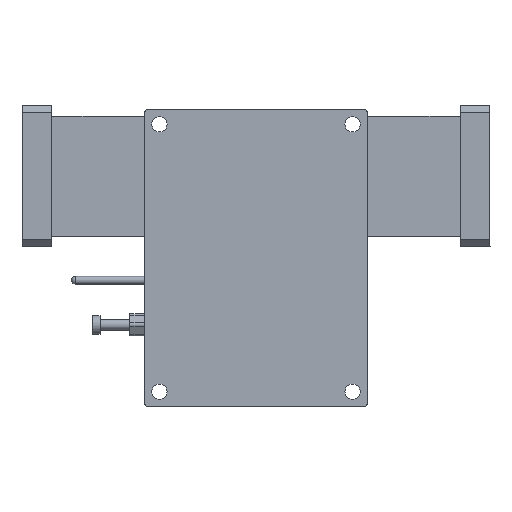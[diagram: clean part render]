
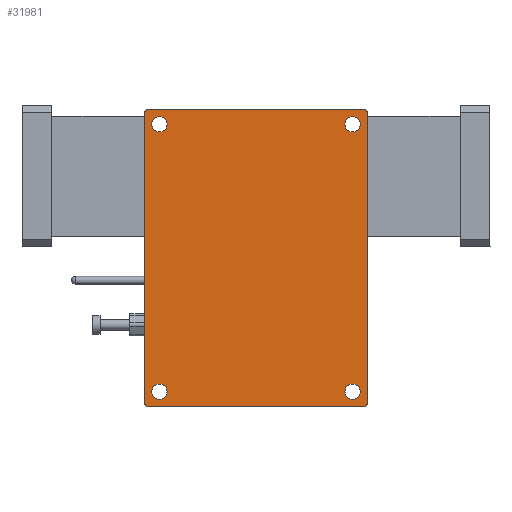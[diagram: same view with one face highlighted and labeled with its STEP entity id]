
A CAD part, front view. The second image highlights one B-rep face of the part: STEP entity #31981.
In plain terms, the highlighted planar face has unit normal (0, -1, 0).
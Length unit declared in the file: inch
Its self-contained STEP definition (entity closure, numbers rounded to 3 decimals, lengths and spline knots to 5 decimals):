
#318 = DIRECTION ( 'NONE',  ( 0., 0., 1. ) ) ;
#693 = LINE ( 'NONE', #32822, #4750 ) ;
#858 = DIRECTION ( 'NONE',  ( 0., 0., 1. ) ) ;
#1119 = ORIENTED_EDGE ( 'NONE', *, *, #11178, .F. ) ;
#1246 = EDGE_LOOP ( 'NONE', ( #6992, #24184 ) ) ;
#1377 = CARTESIAN_POINT ( 'NONE',  ( -0.20254, -0.28088, 3.2377 ) ) ;
#2126 = VECTOR ( 'NONE', #6213, 39.37008 ) ;
#2150 = CIRCLE ( 'NONE', #16335, 0.01969 ) ;
#2179 = ORIENTED_EDGE ( 'NONE', *, *, #29185, .F. ) ;
#2389 = DIRECTION ( 'NONE',  ( 0., 0., 1. ) ) ;
#2491 = ORIENTED_EDGE ( 'NONE', *, *, #25025, .F. ) ;
#3022 = FACE_BOUND ( 'NONE', #19031, .T. ) ;
#3519 = CIRCLE ( 'NONE', #30404, 0.01969 ) ;
#3695 = CIRCLE ( 'NONE', #14794, 0.04035 ) ;
#4221 = FACE_OUTER_BOUND ( 'NONE', #32679, .T. ) ;
#4373 = ORIENTED_EDGE ( 'NONE', *, *, #32186, .T. ) ;
#4392 = PLANE ( 'NONE',  #15386 ) ;
#4486 = CARTESIAN_POINT ( 'NONE',  ( -0.20254, -0.28088, 1.70226 ) ) ;
#4710 = DIRECTION ( 'NONE',  ( 0., 0., 1. ) ) ;
#4750 = VECTOR ( 'NONE', #19961, 39.37008 ) ;
#4975 = VERTEX_POINT ( 'NONE', #14726 ) ;
#5047 = VERTEX_POINT ( 'NONE', #10350 ) ;
#5112 = AXIS2_PLACEMENT_3D ( 'NONE', #4486, #22441, #4710 ) ;
#5464 = AXIS2_PLACEMENT_3D ( 'NONE', #23780, #5591, #28960 ) ;
#5469 = CARTESIAN_POINT ( 'NONE',  ( -0.20254, -0.28088, 3.25738 ) ) ;
#5498 = CARTESIAN_POINT ( 'NONE',  ( -1.28522, -0.28088, 3.17864 ) ) ;
#5545 = DIRECTION ( 'NONE',  ( 0., 1., 0. ) ) ;
#5591 = DIRECTION ( 'NONE',  ( 0., 1., 0. ) ) ;
#5792 = EDGE_CURVE ( 'NONE', #4975, #12183, #3695, .T. ) ;
#5835 = DIRECTION ( 'NONE',  ( 0., 1., 0. ) ) ;
#5943 = EDGE_CURVE ( 'NONE', #17006, #5047, #16157, .T. ) ;
#6022 = CARTESIAN_POINT ( 'NONE',  ( -0.26159, -0.28088, 3.17864 ) ) ;
#6024 = VERTEX_POINT ( 'NONE', #33099 ) ;
#6213 = DIRECTION ( 'NONE',  ( 0., 0., 1. ) ) ;
#6262 = DIRECTION ( 'NONE',  ( 0., 0., 1. ) ) ;
#6336 = DIRECTION ( 'NONE',  ( 0., 1., 0. ) ) ;
#6992 = ORIENTED_EDGE ( 'NONE', *, *, #24532, .T. ) ;
#7029 = VERTEX_POINT ( 'NONE', #13707 ) ;
#7404 = ORIENTED_EDGE ( 'NONE', *, *, #14043, .F. ) ;
#7851 = AXIS2_PLACEMENT_3D ( 'NONE', #17680, #28012, #2389 ) ;
#8567 = CARTESIAN_POINT ( 'NONE',  ( -0.20254, -0.28088, 1.68258 ) ) ;
#8655 = CARTESIAN_POINT ( 'NONE',  ( -0.18285, -0.28088, 1.70226 ) ) ;
#8660 = EDGE_LOOP ( 'NONE', ( #4373, #20831 ) ) ;
#8991 = LINE ( 'NONE', #16206, #2126 ) ;
#9515 = CARTESIAN_POINT ( 'NONE',  ( -1.34427, -0.28088, 1.68258 ) ) ;
#9879 = FACE_BOUND ( 'NONE', #15803, .T. ) ;
#10350 = CARTESIAN_POINT ( 'NONE',  ( -1.34427, -0.28088, 1.68258 ) ) ;
#10398 = ORIENTED_EDGE ( 'NONE', *, *, #12923, .T. ) ;
#10416 = CARTESIAN_POINT ( 'NONE',  ( -0.26159, -0.28088, 1.76132 ) ) ;
#10496 = CIRCLE ( 'NONE', #16177, 0.04035 ) ;
#10497 = CARTESIAN_POINT ( 'NONE',  ( -1.36396, -0.28088, 3.2377 ) ) ;
#11016 = EDGE_CURVE ( 'NONE', #15787, #26917, #693, .T. ) ;
#11178 = EDGE_CURVE ( 'NONE', #21432, #15787, #3519, .T. ) ;
#11274 = AXIS2_PLACEMENT_3D ( 'NONE', #5498, #5835, #318 ) ;
#11510 = VERTEX_POINT ( 'NONE', #25258 ) ;
#11987 = DIRECTION ( 'NONE',  ( 0., 0., 1. ) ) ;
#12183 = VERTEX_POINT ( 'NONE', #18035 ) ;
#12584 = CIRCLE ( 'NONE', #5112, 0.01969 ) ;
#12889 = VECTOR ( 'NONE', #16839, 39.37008 ) ;
#12923 = EDGE_CURVE ( 'NONE', #13881, #15922, #31980, .T. ) ;
#12955 = CARTESIAN_POINT ( 'NONE',  ( -1.28522, -0.28088, 1.72096 ) ) ;
#13106 = ORIENTED_EDGE ( 'NONE', *, *, #18530, .T. ) ;
#13309 = EDGE_CURVE ( 'NONE', #15922, #13881, #22266, .T. ) ;
#13707 = CARTESIAN_POINT ( 'NONE',  ( -1.28522, -0.28088, 3.13829 ) ) ;
#13757 = DIRECTION ( 'NONE',  ( 0., 0., 1. ) ) ;
#13881 = VERTEX_POINT ( 'NONE', #12955 ) ;
#14043 = EDGE_CURVE ( 'NONE', #32649, #21432, #8991, .T. ) ;
#14237 = CARTESIAN_POINT ( 'NONE',  ( -0.18285, -0.28088, 1.70226 ) ) ;
#14486 = AXIS2_PLACEMENT_3D ( 'NONE', #29792, #32395, #19432 ) ;
#14726 = CARTESIAN_POINT ( 'NONE',  ( -0.26159, -0.28088, 3.13829 ) ) ;
#14794 = AXIS2_PLACEMENT_3D ( 'NONE', #6022, #32100, #13757 ) ;
#15365 = ORIENTED_EDGE ( 'NONE', *, *, #13309, .T. ) ;
#15386 = AXIS2_PLACEMENT_3D ( 'NONE', #32608, #32729, #17310 ) ;
#15671 = DIRECTION ( 'NONE',  ( 0., 0., 1. ) ) ;
#15750 = CARTESIAN_POINT ( 'NONE',  ( -1.34427, -0.28088, 3.2377 ) ) ;
#15787 = VERTEX_POINT ( 'NONE', #32079 ) ;
#15803 = EDGE_LOOP ( 'NONE', ( #27108, #13106 ) ) ;
#15922 = VERTEX_POINT ( 'NONE', #27327 ) ;
#16157 = LINE ( 'NONE', #9515, #28640 ) ;
#16177 = AXIS2_PLACEMENT_3D ( 'NONE', #10416, #18167, #15671 ) ;
#16206 = CARTESIAN_POINT ( 'NONE',  ( -1.36396, -0.28088, 3.2377 ) ) ;
#16238 = CARTESIAN_POINT ( 'NONE',  ( -0.26159, -0.28088, 1.80167 ) ) ;
#16335 = AXIS2_PLACEMENT_3D ( 'NONE', #1377, #6336, #24304 ) ;
#16839 = DIRECTION ( 'NONE',  ( 0., 0., -1. ) ) ;
#17006 = VERTEX_POINT ( 'NONE', #8567 ) ;
#17166 = CARTESIAN_POINT ( 'NONE',  ( -1.28522, -0.28088, 1.76132 ) ) ;
#17310 = DIRECTION ( 'NONE',  ( 0., 0., 1. ) ) ;
#17452 = EDGE_CURVE ( 'NONE', #11510, #17549, #10496, .T. ) ;
#17549 = VERTEX_POINT ( 'NONE', #16238 ) ;
#17680 = CARTESIAN_POINT ( 'NONE',  ( -1.34427, -0.28088, 1.70226 ) ) ;
#18035 = CARTESIAN_POINT ( 'NONE',  ( -0.26159, -0.28088, 3.219 ) ) ;
#18064 = AXIS2_PLACEMENT_3D ( 'NONE', #27143, #19049, #6262 ) ;
#18167 = DIRECTION ( 'NONE',  ( 0., 1., 0. ) ) ;
#18530 = EDGE_CURVE ( 'NONE', #7029, #6024, #23272, .T. ) ;
#19031 = EDGE_LOOP ( 'NONE', ( #15365, #10398 ) ) ;
#19049 = DIRECTION ( 'NONE',  ( 0., 1., 0. ) ) ;
#19066 = CIRCLE ( 'NONE', #18064, 0.04035 ) ;
#19240 = CIRCLE ( 'NONE', #7851, 0.01969 ) ;
#19361 = ORIENTED_EDGE ( 'NONE', *, *, #5943, .F. ) ;
#19432 = DIRECTION ( 'NONE',  ( 0., 0., 1. ) ) ;
#19484 = FACE_BOUND ( 'NONE', #8660, .T. ) ;
#19653 = AXIS2_PLACEMENT_3D ( 'NONE', #17166, #32471, #11987 ) ;
#19961 = DIRECTION ( 'NONE',  ( 1., 0., 0. ) ) ;
#20031 = EDGE_CURVE ( 'NONE', #6024, #7029, #20337, .T. ) ;
#20250 = CIRCLE ( 'NONE', #32657, 0.04035 ) ;
#20337 = CIRCLE ( 'NONE', #5464, 0.04035 ) ;
#20831 = ORIENTED_EDGE ( 'NONE', *, *, #17452, .T. ) ;
#21313 = CARTESIAN_POINT ( 'NONE',  ( -0.18285, -0.28088, 3.2377 ) ) ;
#21432 = VERTEX_POINT ( 'NONE', #10497 ) ;
#22266 = CIRCLE ( 'NONE', #19653, 0.04035 ) ;
#22332 = EDGE_CURVE ( 'NONE', #22575, #17006, #12584, .T. ) ;
#22441 = DIRECTION ( 'NONE',  ( 0., 1., 0. ) ) ;
#22575 = VERTEX_POINT ( 'NONE', #8655 ) ;
#23111 = DIRECTION ( 'NONE',  ( 0., 1., 0. ) ) ;
#23272 = CIRCLE ( 'NONE', #11274, 0.04035 ) ;
#23324 = LINE ( 'NONE', #14237, #12889 ) ;
#23780 = CARTESIAN_POINT ( 'NONE',  ( -1.28522, -0.28088, 3.17864 ) ) ;
#23793 = ORIENTED_EDGE ( 'NONE', *, *, #22332, .F. ) ;
#24184 = ORIENTED_EDGE ( 'NONE', *, *, #5792, .T. ) ;
#24304 = DIRECTION ( 'NONE',  ( 0., 0., 1. ) ) ;
#24532 = EDGE_CURVE ( 'NONE', #12183, #4975, #19066, .T. ) ;
#25025 = EDGE_CURVE ( 'NONE', #26917, #25499, #2150, .T. ) ;
#25258 = CARTESIAN_POINT ( 'NONE',  ( -0.26159, -0.28088, 1.72096 ) ) ;
#25499 = VERTEX_POINT ( 'NONE', #21313 ) ;
#25809 = CARTESIAN_POINT ( 'NONE',  ( -0.26159, -0.28088, 1.76132 ) ) ;
#26917 = VERTEX_POINT ( 'NONE', #5469 ) ;
#27108 = ORIENTED_EDGE ( 'NONE', *, *, #20031, .T. ) ;
#27143 = CARTESIAN_POINT ( 'NONE',  ( -0.26159, -0.28088, 3.17864 ) ) ;
#27327 = CARTESIAN_POINT ( 'NONE',  ( -1.28522, -0.28088, 1.80167 ) ) ;
#27835 = EDGE_CURVE ( 'NONE', #25499, #22575, #23324, .T. ) ;
#28012 = DIRECTION ( 'NONE',  ( 0., 1., 0. ) ) ;
#28342 = FACE_BOUND ( 'NONE', #1246, .T. ) ;
#28640 = VECTOR ( 'NONE', #32210, 39.37008 ) ;
#28960 = DIRECTION ( 'NONE',  ( 0., 0., 1. ) ) ;
#29185 = EDGE_CURVE ( 'NONE', #5047, #32649, #19240, .T. ) ;
#29792 = CARTESIAN_POINT ( 'NONE',  ( -1.28522, -0.28088, 1.76132 ) ) ;
#30404 = AXIS2_PLACEMENT_3D ( 'NONE', #15750, #5545, #31847 ) ;
#31235 = ORIENTED_EDGE ( 'NONE', *, *, #27835, .F. ) ;
#31847 = DIRECTION ( 'NONE',  ( 0., 0., 1. ) ) ;
#31934 = ORIENTED_EDGE ( 'NONE', *, *, #11016, .F. ) ;
#31980 = CIRCLE ( 'NONE', #14486, 0.04035 ) ;
#31981 = ADVANCED_FACE ( 'NONE', ( #9879, #28342, #19484, #3022, #4221 ), #4392, .F. ) ;
#32079 = CARTESIAN_POINT ( 'NONE',  ( -1.34427, -0.28088, 3.25738 ) ) ;
#32100 = DIRECTION ( 'NONE',  ( 0., 1., 0. ) ) ;
#32186 = EDGE_CURVE ( 'NONE', #17549, #11510, #20250, .T. ) ;
#32210 = DIRECTION ( 'NONE',  ( -1., 0., 0. ) ) ;
#32395 = DIRECTION ( 'NONE',  ( 0., 1., 0. ) ) ;
#32471 = DIRECTION ( 'NONE',  ( 0., 1., 0. ) ) ;
#32608 = CARTESIAN_POINT ( 'NONE',  ( -1.34427, -0.28088, 1.70226 ) ) ;
#32649 = VERTEX_POINT ( 'NONE', #33120 ) ;
#32657 = AXIS2_PLACEMENT_3D ( 'NONE', #25809, #23111, #858 ) ;
#32679 = EDGE_LOOP ( 'NONE', ( #2179, #19361, #23793, #31235, #2491, #31934, #1119, #7404 ) ) ;
#32729 = DIRECTION ( 'NONE',  ( 0., 1., 0. ) ) ;
#32822 = CARTESIAN_POINT ( 'NONE',  ( -0.20254, -0.28088, 3.25738 ) ) ;
#33099 = CARTESIAN_POINT ( 'NONE',  ( -1.28522, -0.28088, 3.219 ) ) ;
#33120 = CARTESIAN_POINT ( 'NONE',  ( -1.36396, -0.28088, 1.70226 ) ) ;
